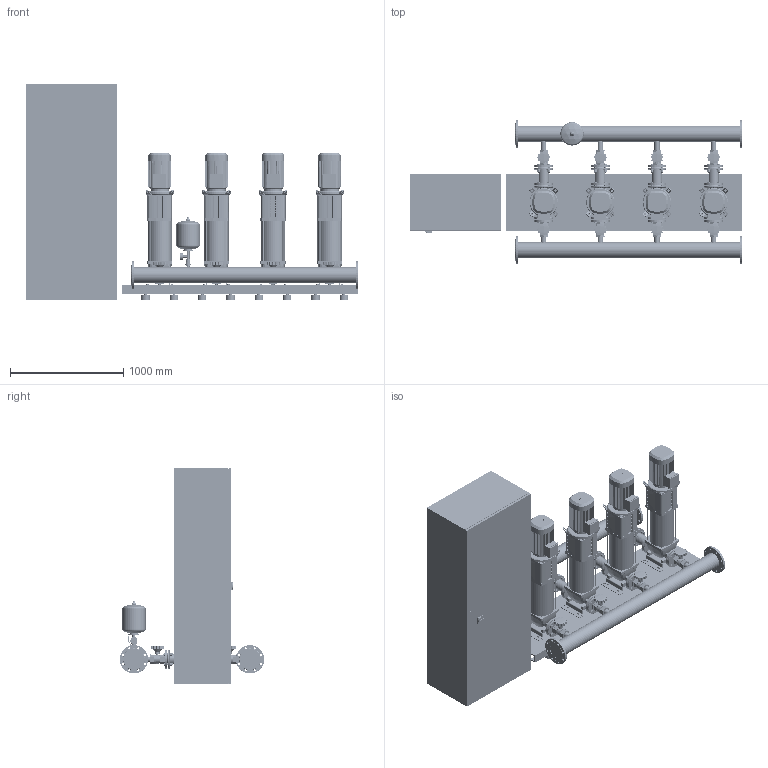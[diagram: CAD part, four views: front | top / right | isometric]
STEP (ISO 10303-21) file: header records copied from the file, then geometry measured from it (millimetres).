
FILE_DESCRIPTION((''),'2;1');
FILE_NAME('3d_COR-4HELIXV2205_K_CC-01-2530564.stp','2016-01-22T13:32:44',(''),(''),'Mechanical Desktop 2009','Mechanical Desktop 2009',', , ');
FILE_SCHEMA(('CONFIG_CONTROL_DESIGN'));
Length unit declared in the file: millimetre
Products named in the file (1): Product
Bounding box: 2930 x 1275 x 1900 mm (x, y, z)
Volume: 1020860959.2 mm3; surface area: 22998395.7 mm2
Topology: 215 solids, 215 shells, 7874 faces, 20075 edges, 13070 vertices
Faces by surface type: plane 3160, cylinder 2120, bspline 1944, cone 384, torus 256, sphere 10
Entity records: 264426 total; most frequent: CARTESIAN_POINT 73823, ORIENTED_EDGE 40146, DIRECTION 37693, EDGE_CURVE 20073, VERTEX_POINT 13068, AXIS2_PLACEMENT_3D 12689, VECTOR 12315, LINE 12315
